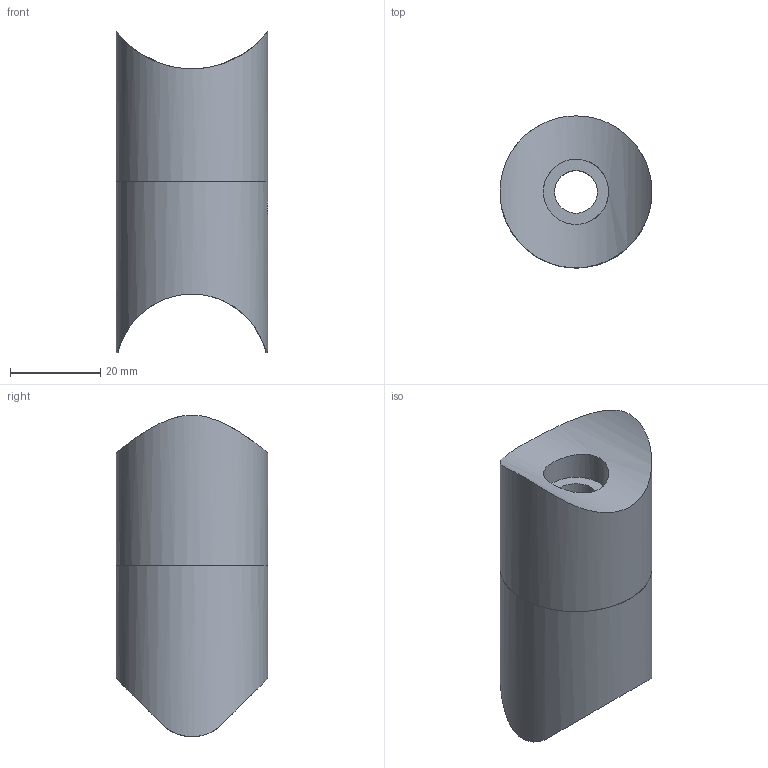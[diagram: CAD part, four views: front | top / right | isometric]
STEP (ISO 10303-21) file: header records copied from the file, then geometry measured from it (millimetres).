
FILE_DESCRIPTION (( 'STEP AP203' ), '1' );
FILE_NAME ('50456-240.STEP', '2022-07-12T13:29:17', ( '' ), ( '' ), 'SwSTEP 2.0', 'SolidWorks 2018', '' );
FILE_SCHEMA (( 'CONFIG_CONTROL_DESIGN' ));
Length unit declared in the file: millimetre
Products named in the file (4): 50456-240 DIN913 M5x6_DIN913 M5x6; 50456-240 Teil2_50456-240 Teil2; 50456-240; 50456-240 Teil1_50456-240 Teil1
Assembly tree (3 placements, depth 2):
  50456-240
    50456-240 Teil2_50456-240 Teil2
    50456-240 DIN913 M5x6_DIN913 M5x6
    50456-240 Teil1_50456-240 Teil1
Bounding box: 33.69 x 33.7 x 71.3 mm (x, y, z)
Volume: 41666.2 mm3; surface area: 13556.4 mm2
Topology: 3 solids, 3 shells, 267 faces, 685 edges, 456 vertices
Faces by surface type: plane 147, bspline 97, cylinder 19, cone 4
Full cylindrical faces by diameter (mm): 4.2 x1, 5 x1, 9.5 x2, 14.5 x2, 18.25 x1, 19.75 x1, 23.75 x2, 24 x1, 33.7 x2
Entity records: 14307 total; most frequent: CARTESIAN_POINT 8165, ORIENTED_EDGE 1326, DIRECTION 828, EDGE_CURVE 663, VERTEX_POINT 451, LINE 430, VECTOR 430, EDGE_LOOP 322
